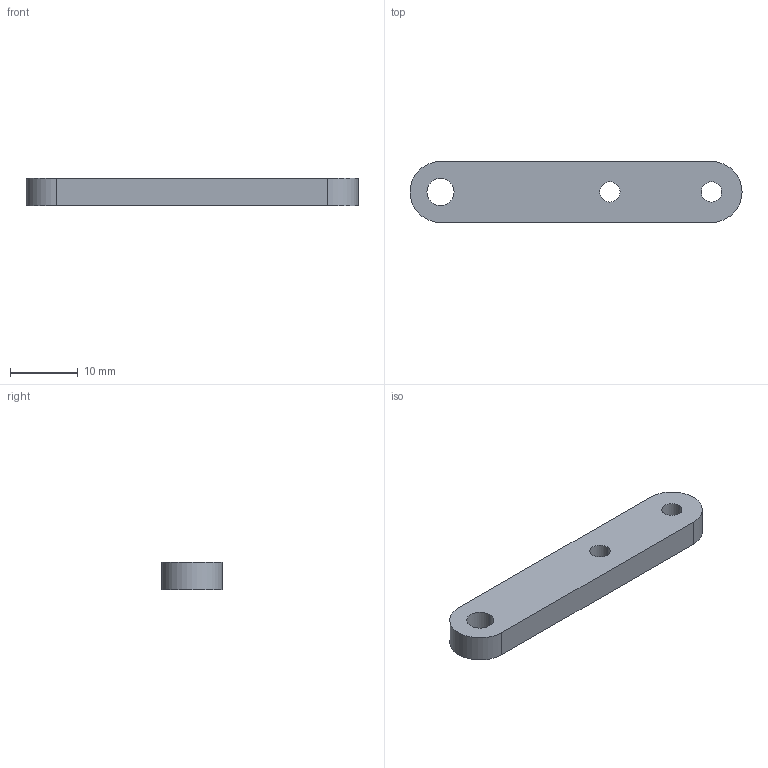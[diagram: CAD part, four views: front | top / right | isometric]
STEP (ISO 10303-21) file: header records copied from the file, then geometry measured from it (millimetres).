
FILE_DESCRIPTION (( 'STEP AP203' ), '1' );
FILE_NAME ('BALANCE2_PART3_Default_sldprt.STEP', '2023-08-01T11:30:37', ( '' ), ( '' ), 'SwSTEP 2.0', 'SolidWorks 2022', '' );
FILE_SCHEMA (( 'CONFIG_CONTROL_DESIGN' ));
Length unit declared in the file: millimetre
Products named in the file (1): BALANCE2_PART3_Default_sldprt
Bounding box: 49 x 9 x 4 mm (x, y, z)
Volume: 1559.4 mm3; surface area: 1341.9 mm2
Topology: 1 solids, 1 shells, 17 faces, 43 edges, 28 vertices
Faces by surface type: cylinder 9, cone 4, plane 4
Entity records: 614 total; most frequent: DIRECTION 103, CARTESIAN_POINT 89, ORIENTED_EDGE 86, EDGE_CURVE 43, AXIS2_PLACEMENT_3D 42, VERTEX_POINT 28, CIRCLE 24, EDGE_LOOP 23
